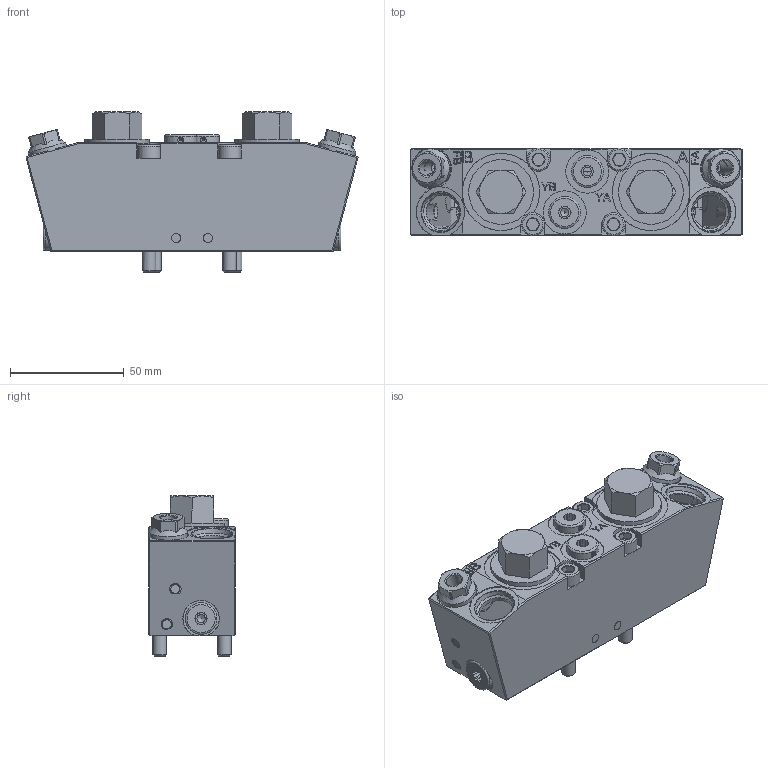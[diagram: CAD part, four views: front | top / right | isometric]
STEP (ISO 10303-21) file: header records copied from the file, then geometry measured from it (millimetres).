
FILE_DESCRIPTION(/* description */ ('Unknown'),/* implementation_level */ '2;1');
FILE_NAME(/* name */ 'AP-1030-301_STEP',/* time_stamp */ '2022-01-06T13:34:17+01:00',/* author */ ('Unknown'),/* organization */ ('Unknown'),/* preprocessor_version */ 'ST-DEVELOPER v16.7',/* originating_system */ 'DEX',/* authorisation */ $);
FILE_SCHEMA (('AUTOMOTIVE_DESIGN {1 0 10303 214 3 1 1}'));
Length unit declared in the file: millimetre
Products named in the file (27): 1443975_ANSCHLUSSPLATTE AP10_000211257; 1444441_Connection block BFYL_000210886_oa_0; teil  aab 1665_oa_1; teil  aab 1665_oa_2; Screw_DIN_912_M6x50_v7.50_oa_3; Screw_DIN_912_M6x50_v7.50_oa_4; Screw_DIN_912_M6x50_v7.50_oa_5; Screw_DIN_912_M6x50_v7.50_oa_6; SealLock_M8x1; EO Verschluss-Stopfen fuer Einschraubloecher VSTI1_8EDCF_oa_7; EO Verschluss-Stopfen fuer Einschraubloecher VSTI1_8EDCF_oa_8; EO Verschluss-Stopfen fuer Einschraubloecher VSTI1_8EDCF_oa_9; EO Verschluss-Stopfen fuer Einschraubloecher VSTI1_8EDCF_oa_10; EO Verschluss-Stopfen fuer Einschraubloecher VSTI1_8EDCF_oa_11; EO Verschluss-Stopfen fuer Einschraubloecher VSTI1_8EDCF_oa_12; AP-1010-001-007-A_0; 1444322_DRUCKFEDER AP10_000210892_oa_13; AP-1010-001-008-A_0; AP-1010-001-006_0; 1444322_DRUCKFEDER AP10_000210892_oa_14; SK 550- 040 4,0_oa_15; SK 550- 040 4,0_oa_16; SK 550- 040 4,0; SK 550- 040 4,0_oa_17; SK 550- 040 4,0_oa_18; SK 550- 040 4,0_oa_19; SK 550- 040 4,0_oa_20
Assembly tree (31 placements, depth 2):
  1443975_ANSCHLUSSPLATTE AP10_000211257
    1444441_Connection block BFYL_000210886_oa_0
    teil  aab 1665_oa_1
    teil  aab 1665_oa_2
    Screw_DIN_912_M6x50_v7.50_oa_3
    Screw_DIN_912_M6x50_v7.50_oa_4
    Screw_DIN_912_M6x50_v7.50_oa_5
    Screw_DIN_912_M6x50_v7.50_oa_6
    SealLock_M8x1  x2
    EO Verschluss-Stopfen fuer Einschraubloecher VSTI1_8EDCF_oa_7
    EO Verschluss-Stopfen fuer Einschraubloecher VSTI1_8EDCF_oa_8
    EO Verschluss-Stopfen fuer Einschraubloecher VSTI1_8EDCF_oa_9
    EO Verschluss-Stopfen fuer Einschraubloecher VSTI1_8EDCF_oa_10
    EO Verschluss-Stopfen fuer Einschraubloecher VSTI1_8EDCF_oa_11
    EO Verschluss-Stopfen fuer Einschraubloecher VSTI1_8EDCF_oa_12
    AP-1010-001-007-A_0  x2
    1444322_DRUCKFEDER AP10_000210892_oa_13
    AP-1010-001-008-A_0  x2
    AP-1010-001-006_0  x2
    1444322_DRUCKFEDER AP10_000210892_oa_14
    SK 550- 040 4,0_oa_15
    SK 550- 040 4,0_oa_16
    SK 550- 040 4,0  x2
    SK 550- 040 4,0_oa_17
    SK 550- 040 4,0_oa_18
    SK 550- 040 4,0_oa_19
    SK 550- 040 4,0_oa_20
Bounding box: 146.13 x 38.5 x 70.5 mm (x, y, z)
Volume: 140340.2 mm3; surface area: 66100.7 mm2
Topology: 39 solids, 39 shells, 1127 faces, 2849 edges, 1868 vertices
Faces by surface type: plane 665, cylinder 281, cone 127, bspline 38, torus 16
Full cylindrical faces by diameter (mm): 2.5 x2, 2.52 x6, 3 x4, 4 x16, 4.01 x2, 4.773 x2, 5.2 x6, 6 x8, 6.3 x4, 6.8 x2, 6.897 x2, 6.917 x2, 6.918 x2, 8.3 x6, 8.566 x6, 9.728 x6, 10 x6, 11.15 x6, 12 x2, 14 x6, 14.917 x2, 16 x2, 17 x2, 18.631 x2, 19 x2, 20.955 x2, 28.5 x2
Entity records: 41566 total; most frequent: CARTESIAN_POINT 9183, ORIENTED_EDGE 4926, DIRECTION 4885, EDGE_CURVE 2463, AXIS2_PLACEMENT_3D 1768, VERTEX_POINT 1720, FACE_BOUND 1437, EDGE_LOOP 1423
